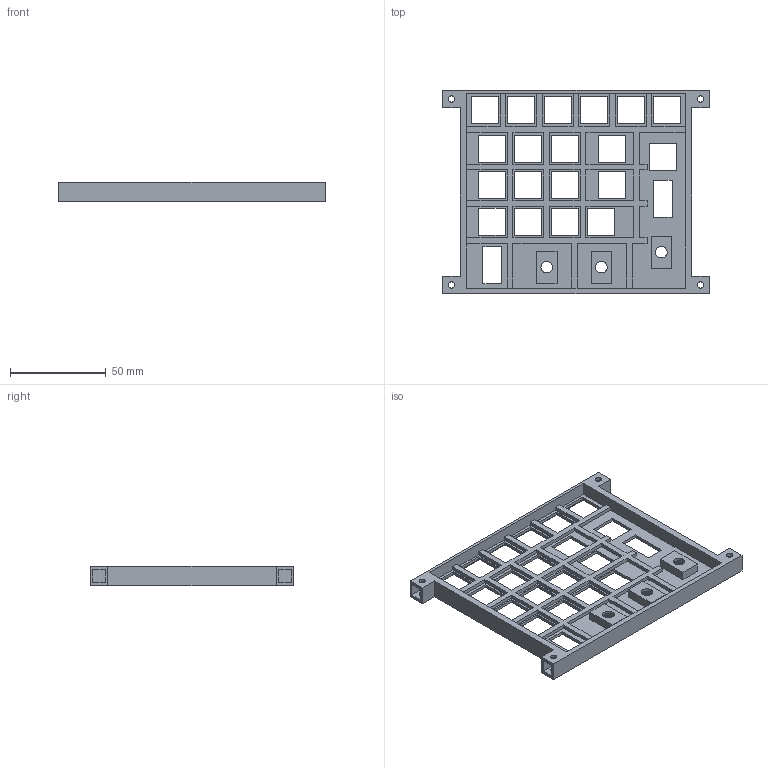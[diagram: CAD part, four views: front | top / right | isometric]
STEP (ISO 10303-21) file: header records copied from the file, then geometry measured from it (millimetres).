
FILE_DESCRIPTION(/* description */ (''),/* implementation_level */ '2;1');
FILE_NAME(/* name */ 'Inventor Designs And STL''s\IPC Component Panel.stp',/* time_stamp */ '2022-01-09T00:53:11-05:00',/* author */ ('solor'),/* organization */ (''),/* preprocessor_version */ 'ST-DEVELOPER v18.1',/* originating_system */ 'Autodesk Inventor 2022',/* authorisation */ '');
FILE_SCHEMA (('AUTOMOTIVE_DESIGN { 1 0 10303 214 3 1 1 }'));
Length unit declared in the file: millimetre
Products named in the file (1): IPC Component Panel
Bounding box: 138.85 x 106 x 10.04 mm (x, y, z)
Volume: 31301.1 mm3; surface area: 33773.6 mm2
Topology: 1 solids, 1 shells, 274 faces, 753 edges, 502 vertices
Faces by surface type: plane 263, cylinder 11
Full cylindrical faces by diameter (mm): 3.3 x8, 6.1 x3
Entity records: 8708 total; most frequent: CARTESIAN_POINT 1530, ORIENTED_EDGE 1506, DIRECTION 1325, EDGE_CURVE 753, LINE 731, VECTOR 731, VERTEX_POINT 502, EDGE_LOOP 359
